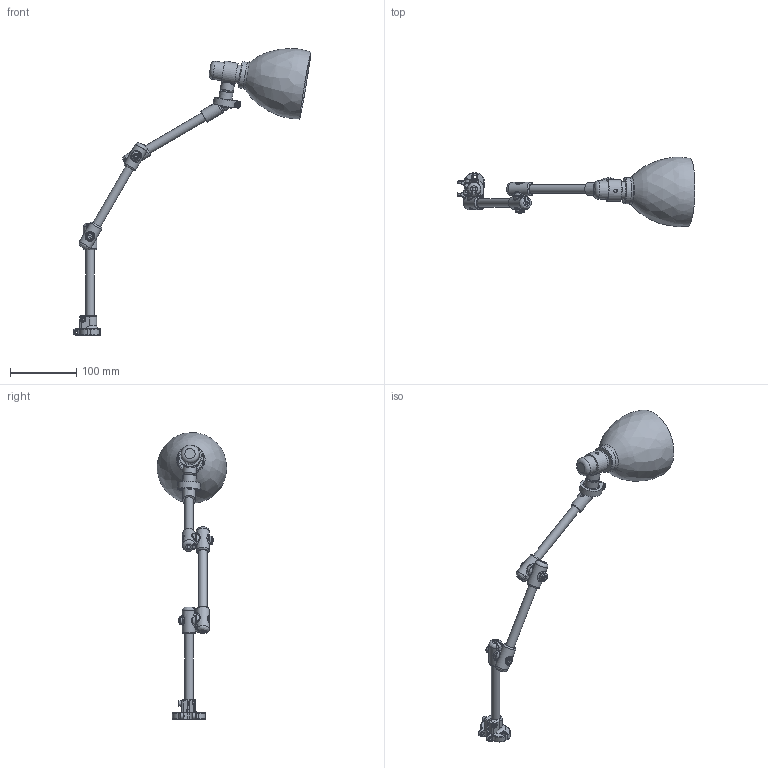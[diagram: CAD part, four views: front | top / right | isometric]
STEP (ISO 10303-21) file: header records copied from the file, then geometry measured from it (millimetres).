
FILE_DESCRIPTION(/* description */ (''),/* implementation_level */ '2;1');
FILE_NAME(/* name */ 'Lamp.stp',/* time_stamp */ '2021-07-28T00:00:55-04:00',/* author */ ('JK'),/* organization */ (''),/* preprocessor_version */ 'ST-DEVELOPER v18',/* originating_system */ 'Autodesk Inventor 2020',/* authorisation */ '');
FILE_SCHEMA (('AUTOMOTIVE_DESIGN { 1 0 10303 214 3 1 1 }'));
Length unit declared in the file: millimetre
Products named in the file (19): Lamp; Ballholder; BallJoint; LightHolder; Screen; LED Bulb; E14 socket; BallLock; M4Nut; M4x20; ConnectorA; ConnectorB; AlumTube; M5 washer; Perno M5x8 cabeza plana; LampBase; M5 Lock nut; M5Nut; M5x20Bolt
Assembly tree (27 placements, depth 2):
  Lamp
    AlumTube  x3
    Ballholder
    BallJoint
    LightHolder
    Screen
    LED Bulb
    E14 socket
    BallLock
    M4Nut
    M4x20
    ConnectorA  x2
    ConnectorB  x2
    M5 washer  x2
    M5 Lock nut  x3
    Perno M5x8 cabeza plana  x2
    LampBase
    M5x20Bolt  x2
    M5Nut
Bounding box: 360.27 x 105.67 x 434.46 mm (x, y, z)
Volume: 233037.2 mm3; surface area: 150027.7 mm2
Topology: 27 solids, 27 shells, 997 faces, 2641 edges, 1719 vertices
Faces by surface type: plane 335, cylinder 330, bspline 175, cone 87, torus 54, sphere 16
Full cylindrical faces by diameter (mm): 3.091 x22, 3.961 x49, 4 x25, 4.284 x9, 4.3 x3, 4.4 x2, 5 x63, 5.15 x15, 5.4 x15, 5.5 x3, 7 x1, 7.6 x3, 8.5 x2, 9 x3, 9.5 x4, 10.628 x1, 11 x4, 12 x4, 12.947 x2, 13 x8, 14 x2, 17 x1, 18 x2, 19 x1, 20 x6, 24 x1, 27.5 x2, 27.75 x1, 40 x1, 43 x1
Entity records: 37469 total; most frequent: CARTESIAN_POINT 21710, ORIENTED_EDGE 3358, DIRECTION 2860, EDGE_CURVE 1679, AXIS2_PLACEMENT_3D 1150, VERTEX_POINT 1097, EDGE_LOOP 712, FACE_OUTER_BOUND 640
